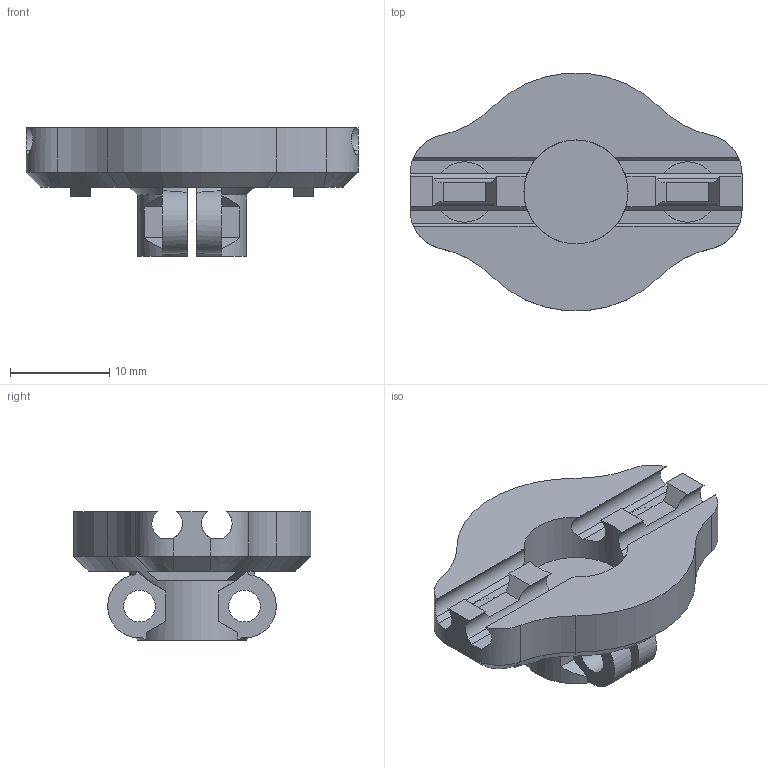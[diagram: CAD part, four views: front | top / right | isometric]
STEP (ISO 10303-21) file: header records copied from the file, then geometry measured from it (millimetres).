
FILE_DESCRIPTION(/* description */ (''),/* implementation_level */ '2;1');
FILE_NAME(/* name */ 'WobbleXII_lower_mod.step',/* time_stamp */ '2023-05-23T22:47:39+02:00',/* author */ (''),/* organization */ (''),/* preprocessor_version */ 'ST-DEVELOPER v19.2',/* originating_system */ 'Autodesk Translation Framework v12.4.0.73',/* authorisation */ '');
FILE_SCHEMA (('AUTOMOTIVE_DESIGN { 1 0 10303 214 3 1 1 }'));
Length unit declared in the file: millimetre
Products named in the file (1): WobbleXII_lower_mod
Bounding box: 33.5 x 23.96 x 13 mm (x, y, z)
Volume: 2889.9 mm3; surface area: 2783.8 mm2
Topology: 1 solids, 1 shells, 130 faces, 375 edges, 244 vertices
Faces by surface type: plane 67, cylinder 36, cone 19, bspline 8
Full cylindrical faces by diameter (mm): 3.2 x4, 6.1 x2, 10.5 x1
Entity records: 4823 total; most frequent: CARTESIAN_POINT 1438, ORIENTED_EDGE 750, DIRECTION 678, EDGE_CURVE 375, AXIS2_PLACEMENT_3D 262, VERTEX_POINT 244, LINE 154, VECTOR 154
